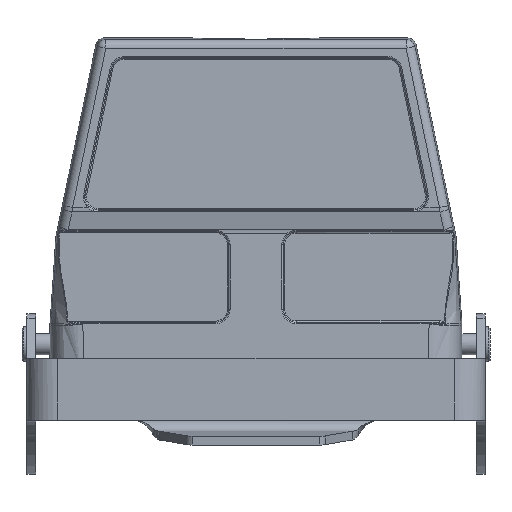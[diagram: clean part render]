
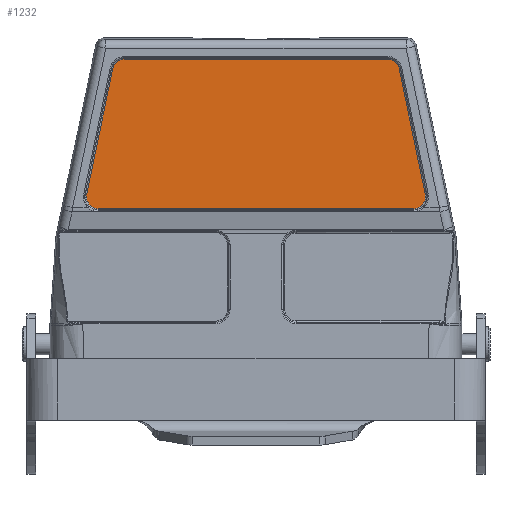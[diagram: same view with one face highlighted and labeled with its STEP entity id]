
A CAD part, front view. The second image highlights one B-rep face of the part: STEP entity #1232.
In plain terms, the highlighted planar face has unit normal (0, -1, 0).
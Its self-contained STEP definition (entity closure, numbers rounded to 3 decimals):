
#838=B_SPLINE_CURVE_WITH_KNOTS('',3,(#12730,#12731,#12732,#12733,#12734,
#12735,#12736,#12737,#12738,#12739),.UNSPECIFIED.,.F.,.F.,(4,2,2,2,4),(0.,
0.25,0.5,0.75,1.),.UNSPECIFIED.);
#839=B_SPLINE_CURVE_WITH_KNOTS('',3,(#12743,#12744,#12745,#12746,#12747,
#12748),.UNSPECIFIED.,.F.,.F.,(4,2,4),(0.,0.5,1.),.UNSPECIFIED.);
#840=B_SPLINE_CURVE_WITH_KNOTS('',3,(#12752,#12753,#12754,#12755,#12756,
#12757),.UNSPECIFIED.,.F.,.F.,(4,2,4),(0.,0.5,1.),.UNSPECIFIED.);
#841=B_SPLINE_CURVE_WITH_KNOTS('',3,(#12761,#12762,#12763,#12764,#12765,
#12766,#12767,#12768,#12769,#12770),.UNSPECIFIED.,.F.,.F.,(4,2,2,2,4),(0.,
0.25,0.5,0.75,1.),.UNSPECIFIED.);
#1232=ADVANCED_FACE('',(#1930),#1776,.T.);
#1776=PLANE('',#9123);
#1930=FACE_OUTER_BOUND('',#2459,.T.);
#2459=EDGE_LOOP('',(#3460,#3461,#3462,#3463,#3464,#3465,#3466,#3467));
#3460=ORIENTED_EDGE('',*,*,#6947,.T.);
#3461=ORIENTED_EDGE('',*,*,#6948,.T.);
#3462=ORIENTED_EDGE('',*,*,#6949,.T.);
#3463=ORIENTED_EDGE('',*,*,#6950,.T.);
#3464=ORIENTED_EDGE('',*,*,#6951,.T.);
#3465=ORIENTED_EDGE('',*,*,#6952,.T.);
#3466=ORIENTED_EDGE('',*,*,#6953,.T.);
#3467=ORIENTED_EDGE('',*,*,#6954,.T.);
#6104=VERTEX_POINT('',#12728);
#6105=VERTEX_POINT('',#12729);
#6106=VERTEX_POINT('',#12740);
#6107=VERTEX_POINT('',#12742);
#6108=VERTEX_POINT('',#12749);
#6109=VERTEX_POINT('',#12751);
#6110=VERTEX_POINT('',#12758);
#6111=VERTEX_POINT('',#12760);
#6947=EDGE_CURVE('',#6104,#6105,#8191,.T.);
#6948=EDGE_CURVE('',#6105,#6106,#838,.T.);
#6949=EDGE_CURVE('',#6106,#6107,#8192,.T.);
#6950=EDGE_CURVE('',#6107,#6108,#839,.T.);
#6951=EDGE_CURVE('',#6108,#6109,#8193,.T.);
#6952=EDGE_CURVE('',#6109,#6110,#840,.T.);
#6953=EDGE_CURVE('',#6110,#6111,#8194,.T.);
#6954=EDGE_CURVE('',#6111,#6104,#841,.T.);
#8191=LINE('',#12727,#8680);
#8192=LINE('',#12741,#8681);
#8193=LINE('',#12750,#8682);
#8194=LINE('',#12759,#8683);
#8680=VECTOR('',#9986,1.);
#8681=VECTOR('',#9987,1.);
#8682=VECTOR('',#9988,1.);
#8683=VECTOR('',#9989,1.);
#9123=AXIS2_PLACEMENT_3D('',#12771,#9990,#9991);
#9986=DIRECTION('',(-1.,0.,0.));
#9987=DIRECTION('',(-0.204,0.,-0.979));
#9988=DIRECTION('',(1.,0.,0.));
#9989=DIRECTION('',(-0.204,0.,0.979));
#9990=DIRECTION('',(0.,-1.,0.));
#9991=DIRECTION('',(1.,0.,0.));
#12727=CARTESIAN_POINT('',(-29.852,-21.499,-4.875));
#12728=CARTESIAN_POINT('',(29.852,-21.499,-4.875));
#12729=CARTESIAN_POINT('',(-29.852,-21.499,-4.875));
#12730=CARTESIAN_POINT('',(-29.852,-21.499,-4.875));
#12731=CARTESIAN_POINT('',(-30.127,-21.499,-4.875));
#12732=CARTESIAN_POINT('',(-30.385,-21.499,-4.909));
#12733=CARTESIAN_POINT('',(-30.985,-21.499,-5.104));
#12734=CARTESIAN_POINT('',(-31.312,-21.499,-5.279));
#12735=CARTESIAN_POINT('',(-31.835,-21.499,-5.715));
#12736=CARTESIAN_POINT('',(-32.065,-21.499,-6.008));
#12737=CARTESIAN_POINT('',(-32.348,-21.499,-6.522));
#12738=CARTESIAN_POINT('',(-32.429,-21.499,-6.75));
#12739=CARTESIAN_POINT('',(-32.484,-21.499,-7.014));
#12740=CARTESIAN_POINT('',(-32.484,-21.499,-7.014));
#12741=CARTESIAN_POINT('',(-38.431,-21.499,-35.485));
#12742=CARTESIAN_POINT('',(-38.431,-21.499,-35.485));
#12743=CARTESIAN_POINT('',(-38.431,-21.499,-35.485));
#12744=CARTESIAN_POINT('',(-38.595,-21.499,-36.27));
#12745=CARTESIAN_POINT('',(-38.387,-21.499,-37.12));
#12746=CARTESIAN_POINT('',(-37.391,-21.499,-38.346));
#12747=CARTESIAN_POINT('',(-36.602,-21.499,-38.723));
#12748=CARTESIAN_POINT('',(-35.799,-21.499,-38.724));
#12749=CARTESIAN_POINT('',(-35.799,-21.499,-38.724));
#12750=CARTESIAN_POINT('',(35.799,-21.499,-38.724));
#12751=CARTESIAN_POINT('',(35.799,-21.499,-38.724));
#12752=CARTESIAN_POINT('',(35.799,-21.499,-38.724));
#12753=CARTESIAN_POINT('',(36.601,-21.499,-38.723));
#12754=CARTESIAN_POINT('',(37.39,-21.499,-38.346));
#12755=CARTESIAN_POINT('',(38.386,-21.499,-37.121));
#12756=CARTESIAN_POINT('',(38.595,-21.499,-36.271));
#12757=CARTESIAN_POINT('',(38.431,-21.499,-35.485));
#12758=CARTESIAN_POINT('',(38.431,-21.499,-35.485));
#12759=CARTESIAN_POINT('',(32.484,-21.499,-7.014));
#12760=CARTESIAN_POINT('',(32.484,-21.499,-7.014));
#12761=CARTESIAN_POINT('',(32.484,-21.499,-7.014));
#12762=CARTESIAN_POINT('',(32.428,-21.499,-6.745));
#12763=CARTESIAN_POINT('',(32.342,-21.499,-6.499));
#12764=CARTESIAN_POINT('',(32.028,-21.499,-5.952));
#12765=CARTESIAN_POINT('',(31.79,-21.499,-5.667));
#12766=CARTESIAN_POINT('',(31.256,-21.499,-5.244));
#12767=CARTESIAN_POINT('',(30.922,-21.499,-5.079));
#12768=CARTESIAN_POINT('',(30.361,-21.499,-4.907));
#12769=CARTESIAN_POINT('',(30.122,-21.499,-4.875));
#12770=CARTESIAN_POINT('',(29.852,-21.499,-4.875));
#12771=CARTESIAN_POINT('',(0.,-21.499,0.));
